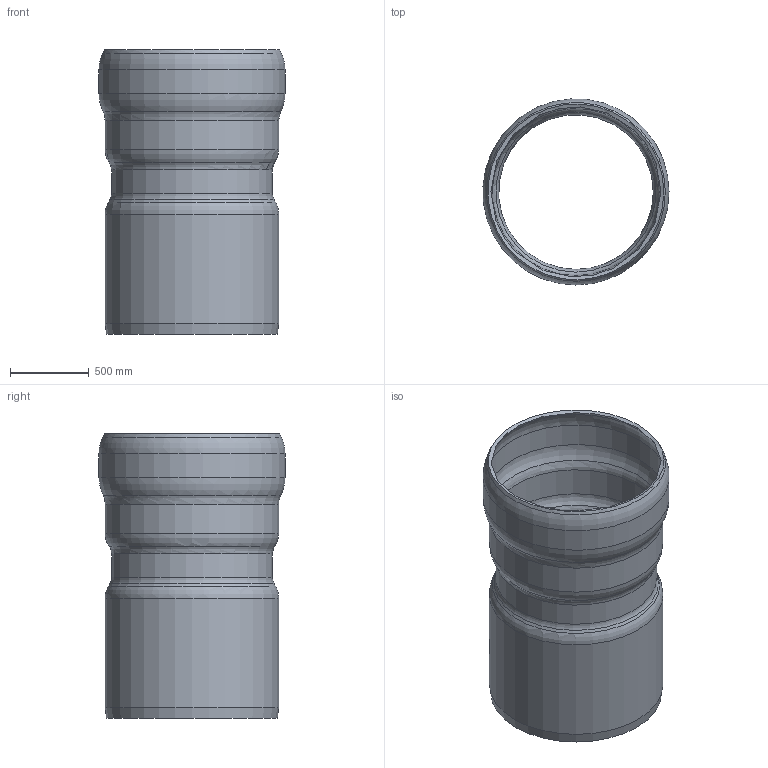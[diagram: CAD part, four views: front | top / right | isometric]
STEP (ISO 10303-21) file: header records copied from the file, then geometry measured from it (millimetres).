
FILE_DESCRIPTION(/* description */ (''),/* implementation_level */ '2;1');
FILE_NAME(/* name */ '00630.100X_3D.stp',/* time_stamp */ '2024-12-11T12:59:23+01:00',/* author */ ('CAD'),/* organization */ (''),/* preprocessor_version */ 'ST-DEVELOPER v20',/* originating_system */ 'AutoCAD Mechanical',/* authorisation */ '');
FILE_SCHEMA (('AUTOMOTIVE_DESIGN { 1 0 10303 214 3 1 1 }'));
Length unit declared in the file: centimetre
Products named in the file (4): Product; *S0; *S2; *S1
Assembly tree (3 placements, depth 3):
  Product
    *S0
    *S2
      *S1
Bounding box: 1178.92 x 1178.92 x 1800 mm (x, y, z)
Volume: 123961565.5 mm3; surface area: 12532284.8 mm2
Topology: 1 solids, 1 shells, 30 faces, 93 edges, 63 vertices
Faces by surface type: torus 14, cone 8, cylinder 8
Full cylindrical faces by diameter (mm): 980 x1, 1020 x1, 1060 x2, 1100 x2, 1140 x1, 1180 x1
Entity records: 1437 total; most frequent: CARTESIAN_POINT 462, DIRECTION 238, ORIENTED_EDGE 166, AXIS2_PLACEMENT_3D 111, EDGE_CURVE 83, CIRCLE 74, VERTEX_POINT 53, FACE_OUTER_BOUND 30
